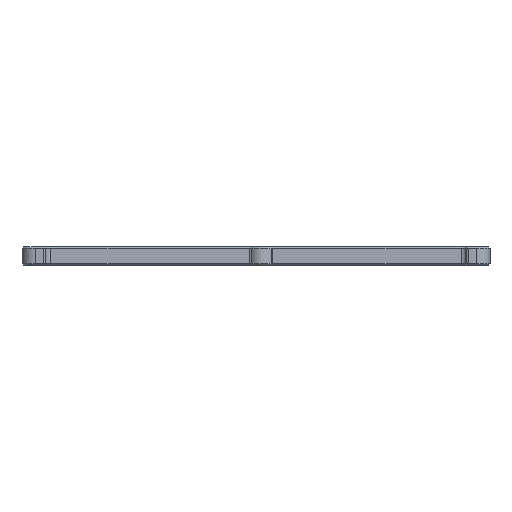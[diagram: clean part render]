
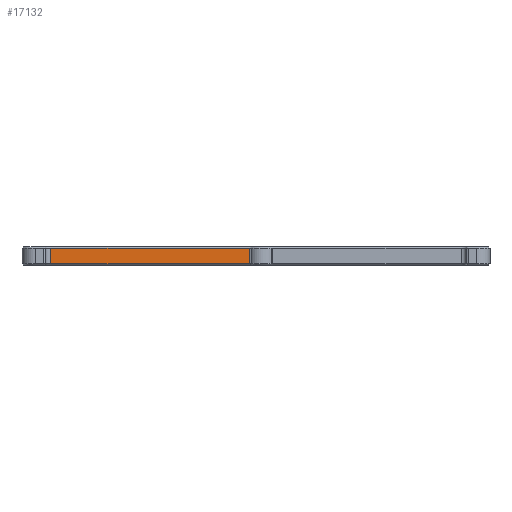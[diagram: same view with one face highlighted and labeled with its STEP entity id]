
A CAD part, front view. The second image highlights one B-rep face of the part: STEP entity #17132.
In plain terms, the highlighted planar face has unit normal (0, -1, 0).
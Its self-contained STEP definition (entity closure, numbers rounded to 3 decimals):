
#2481=FACE_OUTER_BOUND('',#3596,.T.);
#3596=EDGE_LOOP('',(#14900,#14901,#14902,#14903));
#4914=LINE('',#28550,#6488);
#5194=LINE('',#29402,#6768);
#5195=LINE('',#29404,#6769);
#5196=LINE('',#29405,#6770);
#6488=VECTOR('',#23173,10.);
#6768=VECTOR('',#24183,5.7);
#6769=VECTOR('',#24184,96.91);
#6770=VECTOR('',#24185,10.);
#8178=VERTEX_POINT('',#28544);
#8179=VERTEX_POINT('',#28548);
#8386=VERTEX_POINT('',#29401);
#8387=VERTEX_POINT('',#29403);
#10283=EDGE_CURVE('',#8178,#8179,#4914,.T.);
#10708=EDGE_CURVE('',#8386,#8178,#5194,.T.);
#10709=EDGE_CURVE('',#8386,#8387,#5195,.T.);
#10710=EDGE_CURVE('',#8387,#8179,#5196,.T.);
#14900=ORIENTED_EDGE('',*,*,#10283,.F.);
#14901=ORIENTED_EDGE('',*,*,#10708,.F.);
#14902=ORIENTED_EDGE('',*,*,#10709,.T.);
#14903=ORIENTED_EDGE('',*,*,#10710,.T.);
#16191=PLANE('',#19076);
#17132=ADVANCED_FACE('',(#2481),#16191,.F.);
#19076=AXIS2_PLACEMENT_3D('',#29400,#24181,#24182);
#23173=DIRECTION('',(1.,0.,0.));
#24181=DIRECTION('center_axis',(0.,1.,0.));
#24182=DIRECTION('ref_axis',(-1.,0.,0.));
#24183=DIRECTION('',(0.,0.,1.));
#24184=DIRECTION('',(1.,0.,0.));
#24185=DIRECTION('',(0.,0.,1.));
#28544=CARTESIAN_POINT('',(-102.5,-116.5,8.45));
#28548=CARTESIAN_POINT('',(-5.59,-116.5,8.45));
#28550=CARTESIAN_POINT('',(-6.25,-116.5,8.45));
#29400=CARTESIAN_POINT('Origin',(97.5,-116.5,-2.9));
#29401=CARTESIAN_POINT('',(-102.5,-116.5,0.75));
#29402=CARTESIAN_POINT('',(-102.5,-116.5,0.75));
#29403=CARTESIAN_POINT('',(-5.59,-116.5,0.75));
#29404=CARTESIAN_POINT('',(-102.5,-116.5,0.75));
#29405=CARTESIAN_POINT('',(-5.59,-116.5,7.1));
